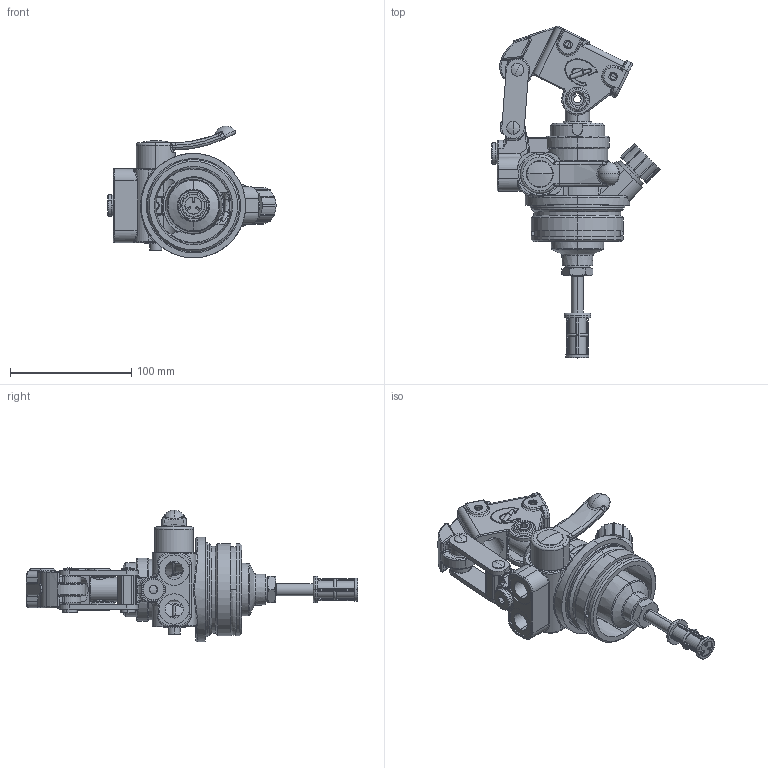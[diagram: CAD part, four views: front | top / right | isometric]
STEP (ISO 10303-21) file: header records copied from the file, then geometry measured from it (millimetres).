
FILE_DESCRIPTION (( 'STEP AP203' ), '1' );
FILE_NAME ('P20D1.STEP', '2011-05-11T08:14:05', ( 'Chapel' ), ( 'Chapel' ), 'SwSTEP 2.0', 'SolidWorks 2007', '' );
FILE_SCHEMA (( 'CONFIG_CONTROL_DESIGN' ));
Products named in the file (1): P20D1
Bounding box: 139.06 x 273.28 x 108.4 mm (x, y, z)
Surface area: 111238.6 mm2 (no closed solid volume)
Topology: 0 solids, 31 shells, 957 faces, 2734 edges, 1713 vertices
Faces by surface type: cylinder 394, plane 201, torus 155, bspline 131, cone 55, sphere 21
Entity records: 39472 total; most frequent: CARTESIAN_POINT 15742, DIRECTION 5063, ORIENTED_EDGE 4767, EDGE_CURVE 2689, AXIS2_PLACEMENT_3D 2107, VERTEX_POINT 1711, CIRCLE 1280, EDGE_LOOP 1021
